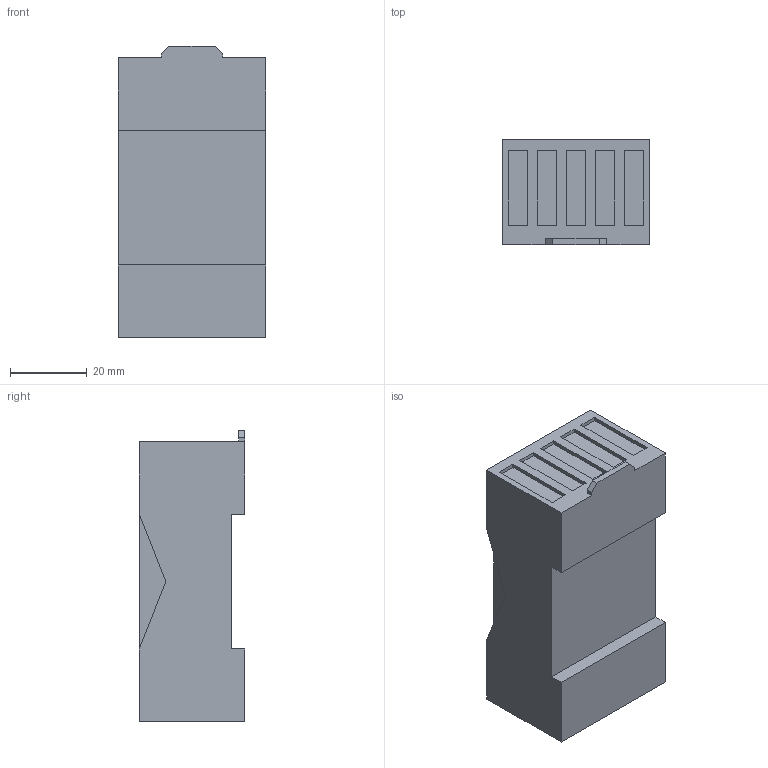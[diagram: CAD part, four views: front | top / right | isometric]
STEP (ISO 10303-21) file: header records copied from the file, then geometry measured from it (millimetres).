
FILE_DESCRIPTION((''),'2;1');
FILE_NAME('GZP11.stp','2015-07-27T14:14:51',('CAD Station'),(''),'Autodesk Inventor 2013','Autodesk Inventor 2013','');
FILE_SCHEMA(('CONFIG_CONTROL_DESIGN'));
Length unit declared in the file: millimetre
Products named in the file (1): GZP11
Bounding box: 38.3 x 27.4 x 76 mm (x, y, z)
Volume: 69572.7 mm3; surface area: 13275.5 mm2
Topology: 1 solids, 1 shells, 115 faces, 240 edges, 160 vertices
Faces by surface type: plane 91, cylinder 24
Full cylindrical faces by diameter (mm): 2 x11, 4 x12, 8 x1
Entity records: 2968 total; most frequent: DIRECTION 496, CARTESIAN_POINT 492, ORIENTED_EDGE 432, EDGE_CURVE 216, EDGE_LOOP 172, VECTOR 168, LINE 168, AXIS2_PLACEMENT_3D 164
